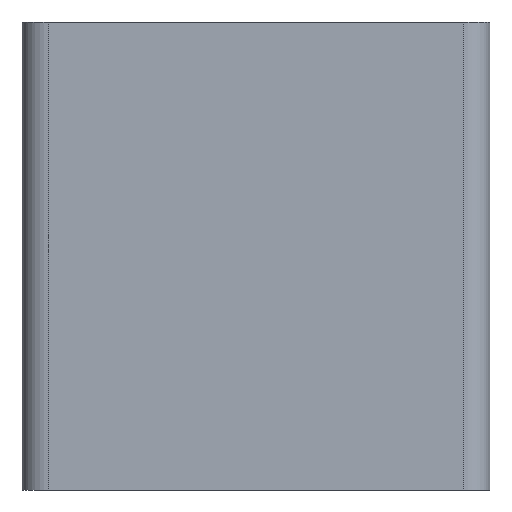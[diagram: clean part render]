
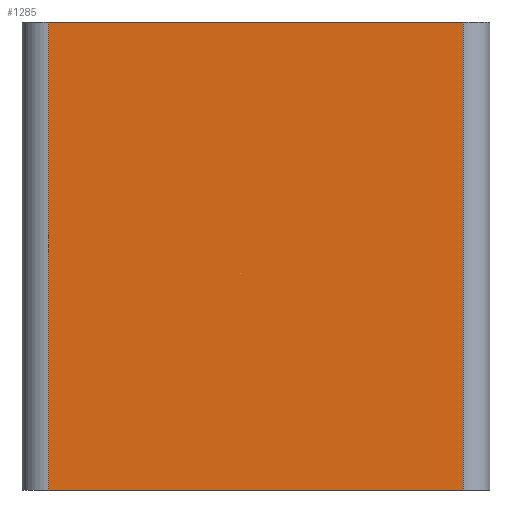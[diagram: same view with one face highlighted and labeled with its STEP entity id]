
A CAD part, left-side view. The second image highlights one B-rep face of the part: STEP entity #1285.
In plain terms, the highlighted planar face has unit normal (-1, 0, 0).
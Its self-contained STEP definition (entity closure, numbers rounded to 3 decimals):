
#49 = CARTESIAN_POINT ( 'NONE',  ( -40., 4., 35. ) ) ;
#50 = DIRECTION ( 'NONE',  ( 0., -1., 0. ) ) ;
#67 = LINE ( 'NONE', #69, #623 ) ;
#69 = CARTESIAN_POINT ( 'NONE',  ( -40., 4., -35. ) ) ;
#70 = DIRECTION ( 'NONE',  ( 0., -1., 0. ) ) ;
#84 = LINE ( 'NONE', #85, #627 ) ;
#85 = CARTESIAN_POINT ( 'NONE',  ( -40., 4., 35. ) ) ;
#86 = DIRECTION ( 'NONE',  ( 0., 0., -1. ) ) ;
#106 = LINE ( 'NONE', #107, #610 ) ;
#107 = CARTESIAN_POINT ( 'NONE',  ( -40., 66., 35. ) ) ;
#108 = DIRECTION ( 'NONE',  ( 0., 0., -1. ) ) ;
#473 = ORIENTED_EDGE ( 'NONE', *, *, #1386, .T. ) ;
#474 = ORIENTED_EDGE ( 'NONE', *, *, #1392, .F. ) ;
#475 = ORIENTED_EDGE ( 'NONE', *, *, #1380, .F. ) ;
#476 = ORIENTED_EDGE ( 'NONE', *, *, #1399, .T. ) ;
#610 = VECTOR ( 'NONE', #108, 1000. ) ;
#623 = VECTOR ( 'NONE', #70, 1000. ) ;
#627 = VECTOR ( 'NONE', #86, 1000. ) ;
#704 = VECTOR ( 'NONE', #50, 1000. ) ;
#758 = VERTEX_POINT ( 'NONE', #999 ) ;
#762 = VERTEX_POINT ( 'NONE', #1152 ) ;
#765 = VERTEX_POINT ( 'NONE', #1149 ) ;
#767 = VERTEX_POINT ( 'NONE', #1147 ) ;
#913 = EDGE_LOOP ( 'NONE', ( #473, #474, #475, #476 ) ) ;
#999 = CARTESIAN_POINT ( 'NONE',  ( -40., 66., -35. ) ) ;
#1147 = CARTESIAN_POINT ( 'NONE',  ( -40., 4., 35. ) ) ;
#1149 = CARTESIAN_POINT ( 'NONE',  ( -40., 66., 35. ) ) ;
#1152 = CARTESIAN_POINT ( 'NONE',  ( -40., 4., -35. ) ) ;
#1285 = ADVANCED_FACE ( 'NONE', ( #1523 ), #1522, .F. ) ;
#1380 = EDGE_CURVE ( 'NONE', #765, #767, #1895, .T. ) ;
#1386 = EDGE_CURVE ( 'NONE', #758, #762, #67, .T. ) ;
#1392 = EDGE_CURVE ( 'NONE', #767, #762, #84, .T. ) ;
#1399 = EDGE_CURVE ( 'NONE', #765, #758, #106, .T. ) ;
#1522 = PLANE ( 'NONE',  #1580 ) ;
#1523 = FACE_OUTER_BOUND ( 'NONE', #913, .T. ) ;
#1530 = DIRECTION ( 'NONE',  ( 1., 0., 0. ) ) ;
#1531 = DIRECTION ( 'NONE',  ( 0., 0., -1. ) ) ;
#1533 = CARTESIAN_POINT ( 'NONE',  ( -40., 4., 35. ) ) ;
#1580 = AXIS2_PLACEMENT_3D ( 'NONE', #1533, #1530, #1531 ) ;
#1895 = LINE ( 'NONE', #49, #704 ) ;
